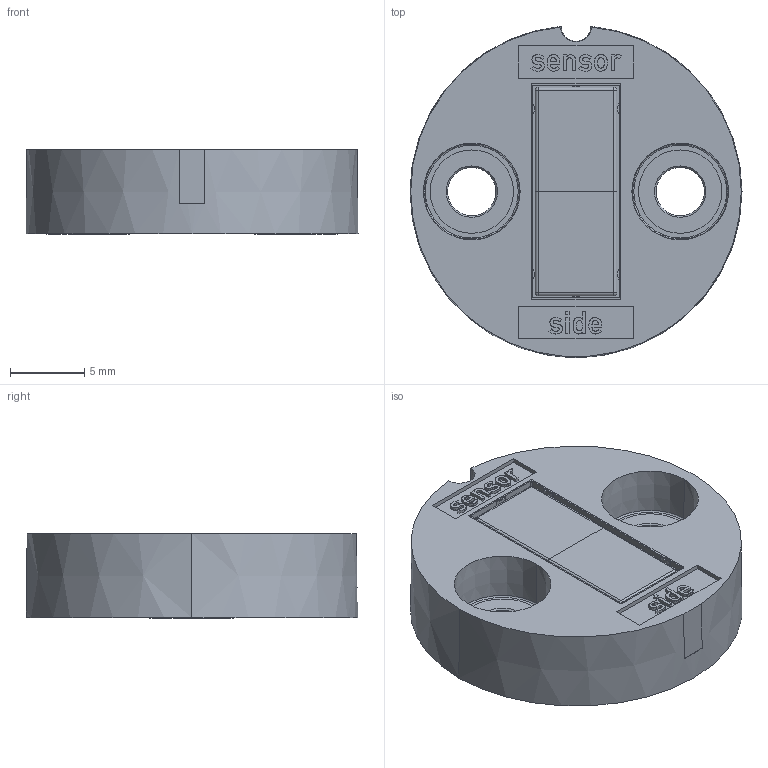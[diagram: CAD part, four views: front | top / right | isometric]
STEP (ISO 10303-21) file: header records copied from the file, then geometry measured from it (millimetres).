
FILE_DESCRIPTION (( 'STEP AP214' ), '1' );
FILE_NAME ('Z-TFC-P31.STEP', '2021-12-01T10:42:49', ( '' ), ( '' ), 'SwSTEP 2.0', 'SolidWorks 2020', '' );
FILE_SCHEMA (( 'AUTOMOTIVE_DESIGN' ));
Length unit declared in the file: millimetre
Products named in the file (5): Z-TFC-P31; 900004966_001_groáe_Aussparung<Standard>; 900033912_000; 900004963_001_groáer_Magnet<Standard>; 900004965_001
Assembly tree (5 placements, depth 2):
  Z-TFC-P31
    900004966_001_groáe_Aussparung<Standard>
    900004965_001  x2
    900004963_001_groáer_Magnet<Standard>
    900033912_000
Bounding box: 22.3 x 22.25 x 5.7 mm (x, y, z)
Volume: 1573.9 mm3; surface area: 2671.8 mm2
Topology: 6 solids, 6 shells, 518 faces, 1343 edges, 864 vertices
Faces by surface type: bspline 180, plane 154, cylinder 84, cone 50, torus 40, sphere 10
Entity records: 20092 total; most frequent: CARTESIAN_POINT 8163, ORIENTED_EDGE 2606, DIRECTION 1921, EDGE_CURVE 1303, VERTEX_POINT 844, AXIS2_PLACEMENT_3D 656, LINE 609, VECTOR 609
